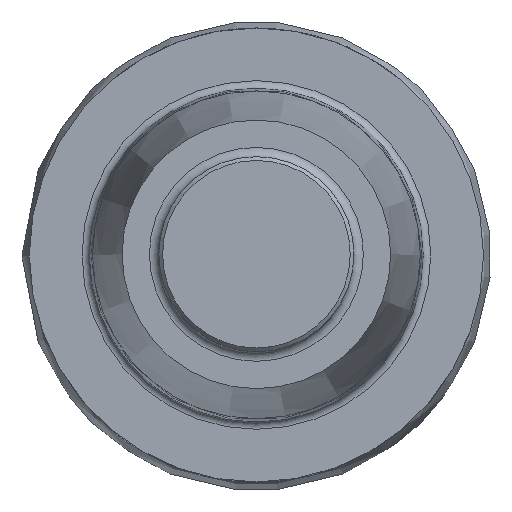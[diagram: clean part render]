
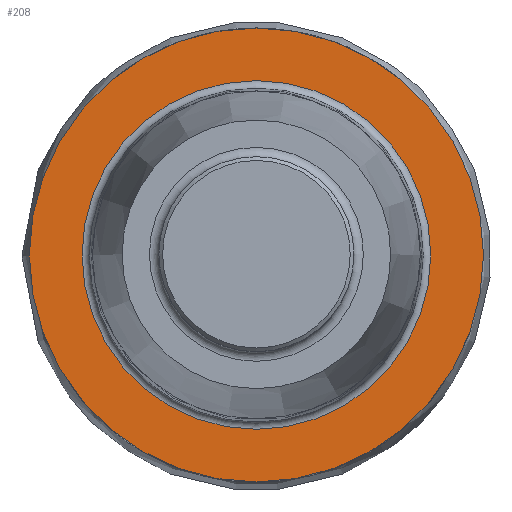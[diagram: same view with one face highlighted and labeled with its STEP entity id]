
A CAD part, top view. The second image highlights one B-rep face of the part: STEP entity #208.
In plain terms, the highlighted planar face has unit normal (0, 0, 1).
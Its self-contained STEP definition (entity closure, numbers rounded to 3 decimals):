
#178=FACE_BOUND('',#278,.T.);
#179=FACE_BOUND('',#279,.T.);
#208=ADVANCED_FACE('',(#178,#179),#230,.F.);
#230=PLANE('',#621);
#278=EDGE_LOOP('',(#346));
#279=EDGE_LOOP('',(#347));
#346=ORIENTED_EDGE('',*,*,#462,.T.);
#347=ORIENTED_EDGE('',*,*,#461,.F.);
#423=VERTEX_POINT('',#1014);
#424=VERTEX_POINT('',#1017);
#461=EDGE_CURVE('',#423,#423,#494,.T.);
#462=EDGE_CURVE('',#424,#424,#495,.T.);
#494=CIRCLE('',#618,12.1);
#495=CIRCLE('',#620,9.292);
#618=AXIS2_PLACEMENT_3D('',#1013,#725,#726);
#620=AXIS2_PLACEMENT_3D('',#1016,#729,#730);
#621=AXIS2_PLACEMENT_3D('',#1018,#731,#732);
#725=DIRECTION('',(0.,0.,-1.));
#726=DIRECTION('',(-1.,0.,0.));
#729=DIRECTION('',(0.,0.,-1.));
#730=DIRECTION('',(-1.,0.,0.));
#731=DIRECTION('',(0.,0.,-1.));
#732=DIRECTION('',(-1.,0.,0.));
#1013=CARTESIAN_POINT('',(0.,0.,0.));
#1014=CARTESIAN_POINT('',(-12.1,0.,0.));
#1016=CARTESIAN_POINT('',(0.,0.,0.));
#1017=CARTESIAN_POINT('',(-9.292,0.,0.));
#1018=CARTESIAN_POINT('',(-8.907,0.,0.));
